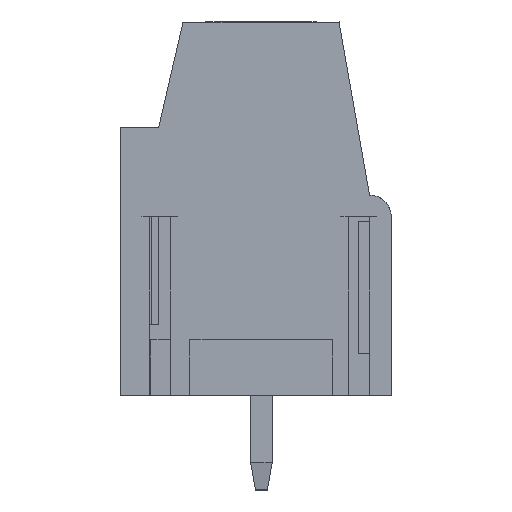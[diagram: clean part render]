
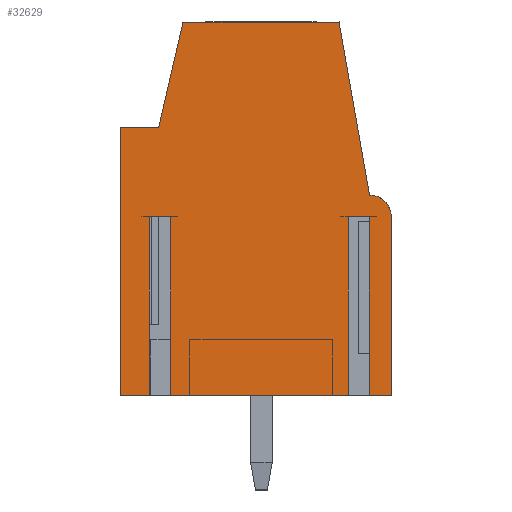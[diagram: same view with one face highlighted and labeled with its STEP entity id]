
A CAD part, left-side view. The second image highlights one B-rep face of the part: STEP entity #32629.
In plain terms, the highlighted planar face has unit normal (-1, 0, 0).
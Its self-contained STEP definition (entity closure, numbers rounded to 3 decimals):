
#32545=AXIS2_PLACEMENT_3D('Plane Axis2P3D',#32542,#32543,#32544) ;
#32575=AXIS2_PLACEMENT_3D('Circle Axis2P3D',#32573,#32574,$) ;
#31442=CARTESIAN_POINT('Vertex',(0.,10.,13.4)) ;
#31526=CARTESIAN_POINT('Vertex',(0.,10.,3.5)) ;
#31529=CARTESIAN_POINT('Line Origine',(0.,10.,8.45)) ;
#31586=CARTESIAN_POINT('Vertex',(0.,7.7,17.3)) ;
#31635=CARTESIAN_POINT('Vertex',(0.,8.6,13.4)) ;
#31638=CARTESIAN_POINT('Line Origine',(0.,8.15,15.35)) ;
#31714=CARTESIAN_POINT('Line Origine',(0.,9.3,13.4)) ;
#31908=CARTESIAN_POINT('Vertex',(0.,8.16,3.5)) ;
#31922=CARTESIAN_POINT('Vertex',(0.,8.94,3.5)) ;
#31925=CARTESIAN_POINT('Line Origine',(0.,9.47,3.5)) ;
#31997=CARTESIAN_POINT('Vertex',(0.,0.,3.5)) ;
#32000=CARTESIAN_POINT('Line Origine',(0.,0.405,3.5)) ;
#32004=CARTESIAN_POINT('Vertex',(0.,0.81,3.5)) ;
#32025=CARTESIAN_POINT('Vertex',(0.,1.59,3.5)) ;
#32028=CARTESIAN_POINT('Line Origine',(0.,4.875,3.5)) ;
#32542=CARTESIAN_POINT('Axis2P3D Location',(0.,10.,0.3)) ;
#32547=CARTESIAN_POINT('Line Origine',(0.,1.59,6.8)) ;
#32551=CARTESIAN_POINT('Vertex',(0.,1.59,10.1)) ;
#32554=CARTESIAN_POINT('Line Origine',(0.,1.2,10.1)) ;
#32558=CARTESIAN_POINT('Vertex',(0.,0.81,10.1)) ;
#32561=CARTESIAN_POINT('Line Origine',(0.,0.81,6.8)) ;
#32566=CARTESIAN_POINT('Line Origine',(0.,0.,6.8)) ;
#32570=CARTESIAN_POINT('Vertex',(0.,0.,10.1)) ;
#32573=CARTESIAN_POINT('Axis2P3D Location',(0.,0.8,10.1)) ;
#32577=CARTESIAN_POINT('Vertex',(0.,0.8,10.9)) ;
#32580=CARTESIAN_POINT('Line Origine',(0.,1.364,14.1)) ;
#32584=CARTESIAN_POINT('Vertex',(0.,1.928,17.3)) ;
#32587=CARTESIAN_POINT('Line Origine',(0.,4.814,17.3)) ;
#32592=CARTESIAN_POINT('Line Origine',(0.,8.94,6.8)) ;
#32596=CARTESIAN_POINT('Vertex',(0.,8.94,10.1)) ;
#32599=CARTESIAN_POINT('Line Origine',(0.,8.55,10.1)) ;
#32603=CARTESIAN_POINT('Vertex',(0.,8.16,10.1)) ;
#32606=CARTESIAN_POINT('Line Origine',(0.,8.16,6.8)) ;
#31530=DIRECTION('Vector Direction',(0.,0.,1.)) ;
#31639=DIRECTION('Vector Direction',(0.,-0.225,0.974)) ;
#31715=DIRECTION('Vector Direction',(0.,-1.,0.)) ;
#31926=DIRECTION('Vector Direction',(0.,-1.,0.)) ;
#32001=DIRECTION('Vector Direction',(0.,-1.,0.)) ;
#32029=DIRECTION('Vector Direction',(0.,-1.,0.)) ;
#32543=DIRECTION('Axis2P3D Direction',(1.,0.,0.)) ;
#32544=DIRECTION('Axis2P3D XDirection',(0.,0.,-1.)) ;
#32548=DIRECTION('Vector Direction',(0.,0.,1.)) ;
#32555=DIRECTION('Vector Direction',(0.,1.,0.)) ;
#32562=DIRECTION('Vector Direction',(0.,0.,1.)) ;
#32567=DIRECTION('Vector Direction',(0.,0.,-1.)) ;
#32574=DIRECTION('Axis2P3D Direction',(1.,0.,0.)) ;
#32581=DIRECTION('Vector Direction',(0.,-0.174,-0.985)) ;
#32588=DIRECTION('Vector Direction',(0.,-1.,0.)) ;
#32593=DIRECTION('Vector Direction',(0.,0.,1.)) ;
#32600=DIRECTION('Vector Direction',(0.,1.,0.)) ;
#32607=DIRECTION('Vector Direction',(0.,0.,1.)) ;
#31531=VECTOR('Line Direction',#31530,1.) ;
#31640=VECTOR('Line Direction',#31639,1.) ;
#31716=VECTOR('Line Direction',#31715,1.) ;
#31927=VECTOR('Line Direction',#31926,1.) ;
#32002=VECTOR('Line Direction',#32001,1.) ;
#32030=VECTOR('Line Direction',#32029,1.) ;
#32549=VECTOR('Line Direction',#32548,1.) ;
#32556=VECTOR('Line Direction',#32555,1.) ;
#32563=VECTOR('Line Direction',#32562,1.) ;
#32568=VECTOR('Line Direction',#32567,1.) ;
#32582=VECTOR('Line Direction',#32581,1.) ;
#32589=VECTOR('Line Direction',#32588,1.) ;
#32594=VECTOR('Line Direction',#32593,1.) ;
#32601=VECTOR('Line Direction',#32600,1.) ;
#32608=VECTOR('Line Direction',#32607,1.) ;
#32612=ORIENTED_EDGE('',*,*,#32553,.T.) ;
#32613=ORIENTED_EDGE('',*,*,#32560,.F.) ;
#32614=ORIENTED_EDGE('',*,*,#32565,.F.) ;
#32615=ORIENTED_EDGE('',*,*,#32006,.T.) ;
#32616=ORIENTED_EDGE('',*,*,#32572,.F.) ;
#32617=ORIENTED_EDGE('',*,*,#32579,.F.) ;
#32618=ORIENTED_EDGE('',*,*,#32586,.F.) ;
#32619=ORIENTED_EDGE('',*,*,#32591,.F.) ;
#32620=ORIENTED_EDGE('',*,*,#31642,.F.) ;
#32621=ORIENTED_EDGE('',*,*,#31718,.F.) ;
#32622=ORIENTED_EDGE('',*,*,#31533,.F.) ;
#32623=ORIENTED_EDGE('',*,*,#31929,.T.) ;
#32624=ORIENTED_EDGE('',*,*,#32598,.T.) ;
#32625=ORIENTED_EDGE('',*,*,#32605,.F.) ;
#32626=ORIENTED_EDGE('',*,*,#32610,.F.) ;
#32627=ORIENTED_EDGE('',*,*,#32032,.T.) ;
#32629=ADVANCED_FACE('HOUSING',(#32628),#32546,.F.) ;
#32576=CIRCLE('generated circle',#32575,0.8) ;
#31533=EDGE_CURVE('',#31527,#31443,#31532,.T.) ;
#31642=EDGE_CURVE('',#31636,#31587,#31641,.T.) ;
#31718=EDGE_CURVE('',#31443,#31636,#31717,.T.) ;
#31929=EDGE_CURVE('',#31527,#31923,#31928,.T.) ;
#32006=EDGE_CURVE('',#32005,#31998,#32003,.T.) ;
#32032=EDGE_CURVE('',#31909,#32026,#32031,.T.) ;
#32553=EDGE_CURVE('',#32026,#32552,#32550,.T.) ;
#32560=EDGE_CURVE('',#32559,#32552,#32557,.T.) ;
#32565=EDGE_CURVE('',#32005,#32559,#32564,.T.) ;
#32572=EDGE_CURVE('',#32571,#31998,#32569,.T.) ;
#32579=EDGE_CURVE('',#32578,#32571,#32576,.T.) ;
#32586=EDGE_CURVE('',#32585,#32578,#32583,.T.) ;
#32591=EDGE_CURVE('',#31587,#32585,#32590,.T.) ;
#32598=EDGE_CURVE('',#31923,#32597,#32595,.T.) ;
#32605=EDGE_CURVE('',#32604,#32597,#32602,.T.) ;
#32610=EDGE_CURVE('',#31909,#32604,#32609,.T.) ;
#32611=EDGE_LOOP('',(#32612,#32613,#32614,#32615,#32616,#32617,#32618,#32619,#32620,#32621,#32622,#32623,#32624,#32625,#32626,#32627)) ;
#32628=FACE_OUTER_BOUND('',#32611,.T.) ;
#31532=LINE('Line',#31529,#31531) ;
#31641=LINE('Line',#31638,#31640) ;
#31717=LINE('Line',#31714,#31716) ;
#31928=LINE('Line',#31925,#31927) ;
#32003=LINE('Line',#32000,#32002) ;
#32031=LINE('Line',#32028,#32030) ;
#32550=LINE('Line',#32547,#32549) ;
#32557=LINE('Line',#32554,#32556) ;
#32564=LINE('Line',#32561,#32563) ;
#32569=LINE('Line',#32566,#32568) ;
#32583=LINE('Line',#32580,#32582) ;
#32590=LINE('Line',#32587,#32589) ;
#32595=LINE('Line',#32592,#32594) ;
#32602=LINE('Line',#32599,#32601) ;
#32609=LINE('Line',#32606,#32608) ;
#32546=PLANE('',#32545) ;
#31443=VERTEX_POINT('',#31442) ;
#31527=VERTEX_POINT('',#31526) ;
#31587=VERTEX_POINT('',#31586) ;
#31636=VERTEX_POINT('',#31635) ;
#31909=VERTEX_POINT('',#31908) ;
#31923=VERTEX_POINT('',#31922) ;
#31998=VERTEX_POINT('',#31997) ;
#32005=VERTEX_POINT('',#32004) ;
#32026=VERTEX_POINT('',#32025) ;
#32552=VERTEX_POINT('',#32551) ;
#32559=VERTEX_POINT('',#32558) ;
#32571=VERTEX_POINT('',#32570) ;
#32578=VERTEX_POINT('',#32577) ;
#32585=VERTEX_POINT('',#32584) ;
#32597=VERTEX_POINT('',#32596) ;
#32604=VERTEX_POINT('',#32603) ;
